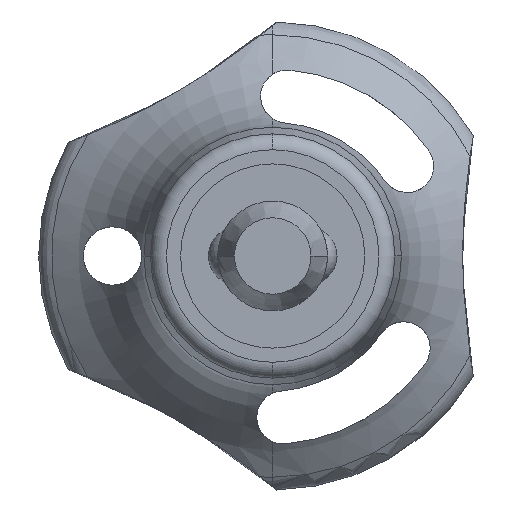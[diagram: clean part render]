
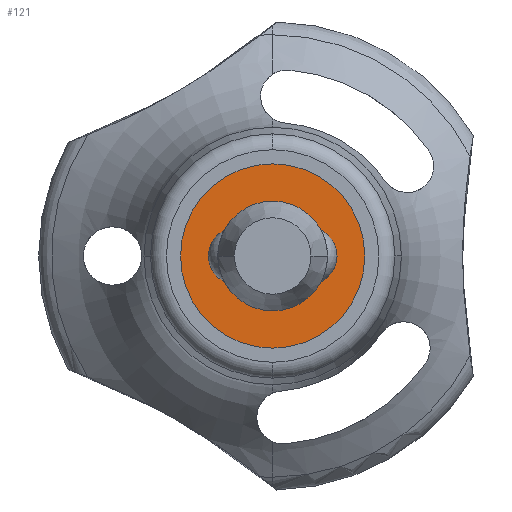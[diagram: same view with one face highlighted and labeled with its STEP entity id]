
A CAD part, front view. The second image highlights one B-rep face of the part: STEP entity #121.
In plain terms, the highlighted planar face has unit normal (0, -1, 0).
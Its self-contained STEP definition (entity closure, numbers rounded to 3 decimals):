
#121=ADVANCED_FACE('',(#270,#271),#272,.T.);
#270=FACE_OUTER_BOUND('',#442,.T.);
#271=FACE_BOUND('',#443,.T.);
#272=PLANE('',#444);
#442=EDGE_LOOP('',(#759,#760));
#443=EDGE_LOOP('',(#761,#762));
#444=AXIS2_PLACEMENT_3D('',#763,#764,#765);
#759=ORIENTED_EDGE('',*,*,#1187,.F.);
#760=ORIENTED_EDGE('',*,*,#1188,.F.);
#761=ORIENTED_EDGE('',*,*,#1125,.T.);
#762=ORIENTED_EDGE('',*,*,#1141,.T.);
#763=CARTESIAN_POINT('',(-2.0,0.0,0.0));
#764=DIRECTION('',(0.,-1.0,0.0));
#765=DIRECTION('',(1.0,0.,0.0));
#1125=EDGE_CURVE('',#1379,#1383,#1385,.T.);
#1141=EDGE_CURVE('',#1383,#1379,#1410,.T.);
#1187=EDGE_CURVE('',#1483,#1484,#1485,.T.);
#1188=EDGE_CURVE('',#1484,#1483,#1486,.T.);
#1379=VERTEX_POINT('',#2399);
#1383=VERTEX_POINT('',#2404);
#1385=CIRCLE('',#2407,2.381);
#1410=CIRCLE('',#2689,2.381);
#1483=VERTEX_POINT('',#3164);
#1484=VERTEX_POINT('',#3165);
#1485=CIRCLE('',#3166,4.0);
#1486=CIRCLE('',#3167,4.0);
#2399=CARTESIAN_POINT('',(0.,0.0,-2.381));
#2404=CARTESIAN_POINT('',(0.,0.,2.381));
#2407=AXIS2_PLACEMENT_3D('',#3825,#3826,#3827);
#2689=AXIS2_PLACEMENT_3D('',#3837,#3838,#3839);
#3164=CARTESIAN_POINT('',(-4.0,0.0,0.0));
#3165=CARTESIAN_POINT('',(4.0,0.,0.));
#3166=AXIS2_PLACEMENT_3D('',#3896,#3897,#3898);
#3167=AXIS2_PLACEMENT_3D('',#3899,#3900,#3901);
#3825=CARTESIAN_POINT('',(0.,0.0,0.0));
#3826=DIRECTION('',(0.,1.0,0.0));
#3827=DIRECTION('',(0.0,0.0,-1.0));
#3837=CARTESIAN_POINT('',(0.,0.0,0.0));
#3838=DIRECTION('',(0.,1.0,0.0));
#3839=DIRECTION('',(0.0,0.0,-1.0));
#3896=CARTESIAN_POINT('',(0.,0.0,0.0));
#3897=DIRECTION('',(0.,1.0,0.0));
#3898=DIRECTION('',(-1.0,0.,0.0));
#3899=CARTESIAN_POINT('',(0.,0.0,0.0));
#3900=DIRECTION('',(0.,1.0,0.0));
#3901=DIRECTION('',(-1.0,0.,0.0));
